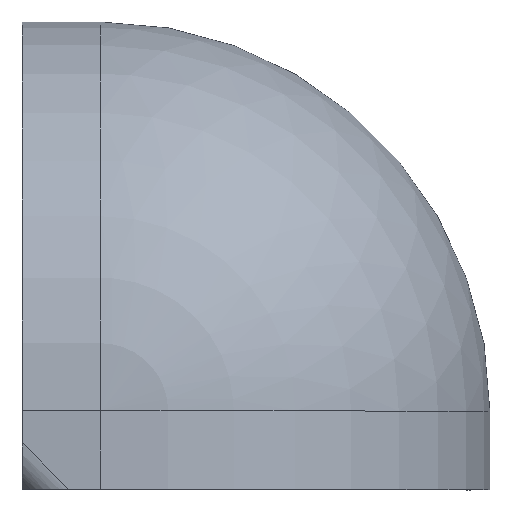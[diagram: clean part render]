
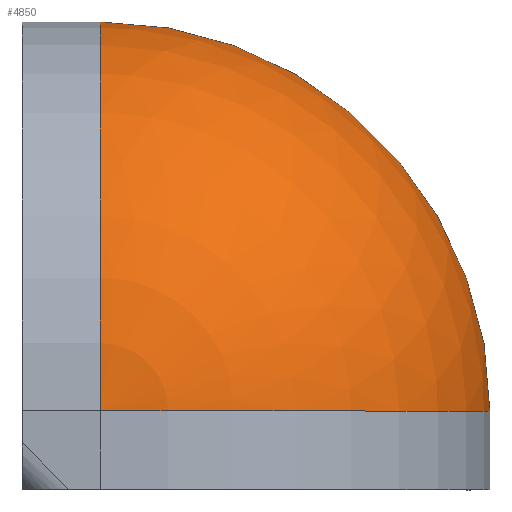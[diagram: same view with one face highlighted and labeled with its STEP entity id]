
A CAD part, top view. The second image highlights one B-rep face of the part: STEP entity #4850.
In plain terms, the highlighted spherical face has radius 33.3 mm.
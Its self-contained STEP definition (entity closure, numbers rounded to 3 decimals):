
#24 = CIRCLE ( 'NONE', #5923, 33.3 ) ;
#93 = DIRECTION ( 'NONE',  ( 0., 0., -1. ) ) ;
#457 = CARTESIAN_POINT ( 'NONE',  ( 6.7, 6.7, 6.7 ) ) ;
#494 = CARTESIAN_POINT ( 'NONE',  ( 6.7, 6.7, 40. ) ) ;
#550 = CARTESIAN_POINT ( 'NONE',  ( 6.7, 6.7, 6.7 ) ) ;
#890 = EDGE_CURVE ( 'NONE', #6731, #3476, #4723, .T. ) ;
#1030 = DIRECTION ( 'NONE',  ( 0., 0., 1. ) ) ;
#1274 = DIRECTION ( 'NONE',  ( 0., 0., 1. ) ) ;
#1730 = DIRECTION ( 'NONE',  ( 0., 0., 1. ) ) ;
#1919 = ORIENTED_EDGE ( 'NONE', *, *, #4368, .T. ) ;
#1941 = ORIENTED_EDGE ( 'NONE', *, *, #4756, .F. ) ;
#2047 = CARTESIAN_POINT ( 'NONE',  ( 6.7, 40., 6.7 ) ) ;
#2310 = ORIENTED_EDGE ( 'NONE', *, *, #890, .F. ) ;
#2955 = CARTESIAN_POINT ( 'NONE',  ( 40., 6.7, 6.7 ) ) ;
#3047 = DIRECTION ( 'NONE',  ( 1., 0., 0. ) ) ;
#3430 = DIRECTION ( 'NONE',  ( -1., 0., 0. ) ) ;
#3476 = VERTEX_POINT ( 'NONE', #494 ) ;
#3655 = AXIS2_PLACEMENT_3D ( 'NONE', #5834, #4249, #93 ) ;
#3734 = FACE_OUTER_BOUND ( 'NONE', #4193, .T. ) ;
#4021 = CIRCLE ( 'NONE', #5458, 33.3 ) ;
#4193 = EDGE_LOOP ( 'NONE', ( #1919, #1941, #2310 ) ) ;
#4249 = DIRECTION ( 'NONE',  ( 0., -1., 0. ) ) ;
#4368 = EDGE_CURVE ( 'NONE', #6731, #6714, #24, .T. ) ;
#4723 = CIRCLE ( 'NONE', #3655, 33.3 ) ;
#4756 = EDGE_CURVE ( 'NONE', #3476, #6714, #4021, .T. ) ;
#4850 = ADVANCED_FACE ( 'NONE', ( #3734 ), #4868, .T. ) ;
#4868 = SPHERICAL_SURFACE ( 'NONE', #6575, 33.3 ) ;
#5458 = AXIS2_PLACEMENT_3D ( 'NONE', #457, #3430, #1730 ) ;
#5834 = CARTESIAN_POINT ( 'NONE',  ( 6.7, 6.7, 6.7 ) ) ;
#5923 = AXIS2_PLACEMENT_3D ( 'NONE', #6743, #1274, #3047 ) ;
#6575 = AXIS2_PLACEMENT_3D ( 'NONE', #550, #1030, #6909 ) ;
#6714 = VERTEX_POINT ( 'NONE', #2047 ) ;
#6731 = VERTEX_POINT ( 'NONE', #2955 ) ;
#6743 = CARTESIAN_POINT ( 'NONE',  ( 6.7, 6.7, 6.7 ) ) ;
#6909 = DIRECTION ( 'NONE',  ( 1., 0., 0. ) ) ;
